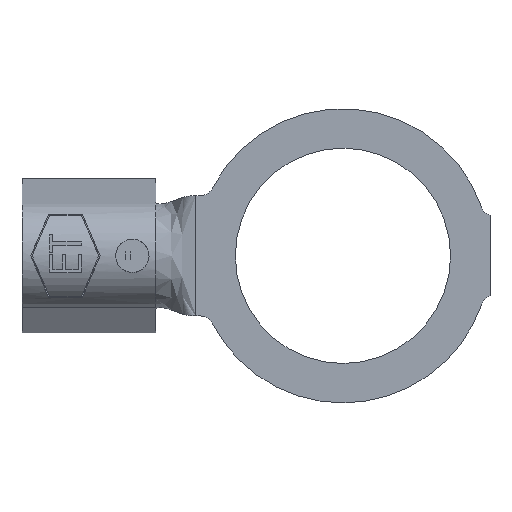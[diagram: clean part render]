
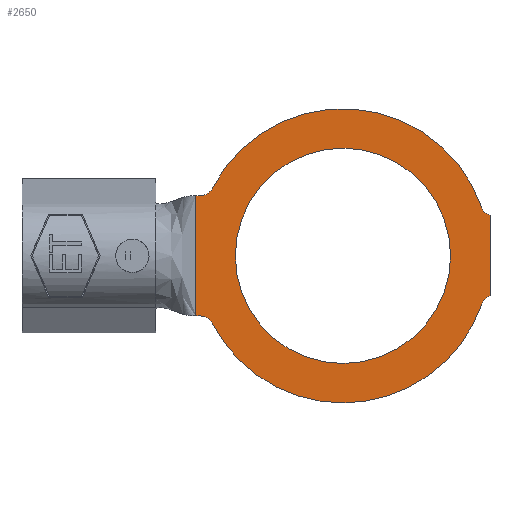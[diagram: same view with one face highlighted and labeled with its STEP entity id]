
A CAD part, front view. The second image highlights one B-rep face of the part: STEP entity #2650.
In plain terms, the highlighted planar face has unit normal (0, -1, 0).
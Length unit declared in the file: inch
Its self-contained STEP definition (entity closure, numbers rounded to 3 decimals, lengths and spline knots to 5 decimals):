
#136 = EDGE_CURVE ( 'NONE', #296, #2636, #1954, .T. ) ;
#200 = AXIS2_PLACEMENT_3D ( 'NONE', #325, #2284, #598 ) ;
#257 = ORIENTED_EDGE ( 'NONE', *, *, #3618, .F. ) ;
#262 = VERTEX_POINT ( 'NONE', #2118 ) ;
#296 = VERTEX_POINT ( 'NONE', #3232 ) ;
#319 = EDGE_CURVE ( 'NONE', #1129, #2436, #1428, .T. ) ;
#325 = CARTESIAN_POINT ( 'NONE',  ( 0., 0., 0. ) ) ;
#370 = DIRECTION ( 'NONE',  ( 0., 1., 0. ) ) ;
#401 = DIRECTION ( 'NONE',  ( 0., 1., 0. ) ) ;
#406 = AXIS2_PLACEMENT_3D ( 'NONE', #2621, #2331, #2228 ) ;
#431 = CARTESIAN_POINT ( 'NONE',  ( -0.11, 0., -0.045 ) ) ;
#442 = CARTESIAN_POINT ( 'NONE',  ( -0.10037, 0., 0.045 ) ) ;
#451 = CARTESIAN_POINT ( 'NONE',  ( -0.10665, 0., 0.055 ) ) ;
#508 = EDGE_CURVE ( 'NONE', #1314, #262, #1468, .T. ) ;
#593 = CARTESIAN_POINT ( 'NONE',  ( 0., 0., 0. ) ) ;
#598 = DIRECTION ( 'NONE',  ( 0., 0., 1. ) ) ;
#602 = EDGE_CURVE ( 'NONE', #3126, #2636, #2688, .T. ) ;
#618 = EDGE_CURVE ( 'NONE', #2009, #3614, #3345, .T. ) ;
#630 = AXIS2_PLACEMENT_3D ( 'NONE', #2080, #401, #2358 ) ;
#657 = FACE_OUTER_BOUND ( 'NONE', #2456, .T. ) ;
#675 = VECTOR ( 'NONE', #1347, 39.37008 ) ;
#702 = EDGE_CURVE ( 'NONE', #2009, #2163, #2434, .T. ) ;
#756 = EDGE_CURVE ( 'NONE', #296, #1129, #2250, .T. ) ;
#757 = CARTESIAN_POINT ( 'NONE',  ( 0., 0., -0.11 ) ) ;
#801 = CARTESIAN_POINT ( 'NONE',  ( 0.10389, 0., 0.03614 ) ) ;
#836 = PLANE ( 'NONE',  #3226 ) ;
#866 = DIRECTION ( 'NONE',  ( 0., 1., 0. ) ) ;
#880 = DIRECTION ( 'NONE',  ( 0., 0., 1. ) ) ;
#909 = ORIENTED_EDGE ( 'NONE', *, *, #508, .T. ) ;
#916 = AXIS2_PLACEMENT_3D ( 'NONE', #2900, #2933, #2917 ) ;
#964 = ORIENTED_EDGE ( 'NONE', *, *, #136, .T. ) ;
#1081 = EDGE_CURVE ( 'NONE', #3609, #3614, #1911, .T. ) ;
#1121 = DIRECTION ( 'NONE',  ( 0., 1., 0. ) ) ;
#1129 = VERTEX_POINT ( 'NONE', #2097 ) ;
#1134 = AXIS2_PLACEMENT_3D ( 'NONE', #2054, #370, #2333 ) ;
#1136 = ORIENTED_EDGE ( 'NONE', *, *, #1395, .F. ) ;
#1180 = ORIENTED_EDGE ( 'NONE', *, *, #602, .F. ) ;
#1236 = CARTESIAN_POINT ( 'NONE',  ( -0.11, 0., 0.045 ) ) ;
#1266 = EDGE_CURVE ( 'NONE', #1914, #1327, #3511, .T. ) ;
#1283 = CARTESIAN_POINT ( 'NONE',  ( 0.11, 0., 0.03 ) ) ;
#1290 = CARTESIAN_POINT ( 'NONE',  ( 0.11, 0., -0.03 ) ) ;
#1293 = CARTESIAN_POINT ( 'NONE',  ( -0.10037, 0., -0.045 ) ) ;
#1314 = VERTEX_POINT ( 'NONE', #2295 ) ;
#1327 = VERTEX_POINT ( 'NONE', #1471 ) ;
#1347 = DIRECTION ( 'NONE',  ( -1., 0., 0. ) ) ;
#1395 = EDGE_CURVE ( 'NONE', #1314, #2163, #3164, .T. ) ;
#1414 = FACE_BOUND ( 'NONE', #1842, .T. ) ;
#1422 = CIRCLE ( 'NONE', #2385, 0.11 ) ;
#1428 = LINE ( 'NONE', #431, #3467 ) ;
#1468 = CIRCLE ( 'NONE', #2912, 0.01 ) ;
#1471 = CARTESIAN_POINT ( 'NONE',  ( 0., 0., -0.0805 ) ) ;
#1498 = DIRECTION ( 'NONE',  ( 0., 0., 1. ) ) ;
#1521 = CARTESIAN_POINT ( 'NONE',  ( 0., 0., 0.0805 ) ) ;
#1533 = DIRECTION ( 'NONE',  ( 0., 0., 1. ) ) ;
#1573 = CARTESIAN_POINT ( 'NONE',  ( 0.10389, 0., -0.03614 ) ) ;
#1638 = DIRECTION ( 'NONE',  ( 0., 1., 0. ) ) ;
#1680 = EDGE_CURVE ( 'NONE', #3609, #3126, #1422, .T. ) ;
#1684 = ORIENTED_EDGE ( 'NONE', *, *, #1266, .T. ) ;
#1842 = EDGE_LOOP ( 'NONE', ( #1684, #3229 ) ) ;
#1889 = DIRECTION ( 'NONE',  ( 0., 0., -1. ) ) ;
#1893 = VECTOR ( 'NONE', #3243, 39.37008 ) ;
#1905 = DIRECTION ( 'NONE',  ( 0., 0., 1. ) ) ;
#1911 = CIRCLE ( 'NONE', #630, 0.01 ) ;
#1914 = VERTEX_POINT ( 'NONE', #1521 ) ;
#1954 = CIRCLE ( 'NONE', #916, 0.01 ) ;
#2009 = VERTEX_POINT ( 'NONE', #1283 ) ;
#2031 = DIRECTION ( 'NONE',  ( 0., 1., 0. ) ) ;
#2045 = CARTESIAN_POINT ( 'NONE',  ( 0.11334, 0., 0.03943 ) ) ;
#2054 = CARTESIAN_POINT ( 'NONE',  ( 0., 0., 0. ) ) ;
#2080 = CARTESIAN_POINT ( 'NONE',  ( 0.11334, 0., -0.03943 ) ) ;
#2097 = CARTESIAN_POINT ( 'NONE',  ( -0.11, 0., -0.045 ) ) ;
#2118 = CARTESIAN_POINT ( 'NONE',  ( -0.10665, 0., 0.045 ) ) ;
#2150 = ORIENTED_EDGE ( 'NONE', *, *, #618, .F. ) ;
#2163 = VERTEX_POINT ( 'NONE', #801 ) ;
#2196 = ORIENTED_EDGE ( 'NONE', *, *, #756, .F. ) ;
#2228 = DIRECTION ( 'NONE',  ( 0., 0., 1. ) ) ;
#2250 = LINE ( 'NONE', #1293, #675 ) ;
#2284 = DIRECTION ( 'NONE',  ( 0., 1., 0. ) ) ;
#2295 = CARTESIAN_POINT ( 'NONE',  ( -0.09777, 0., 0.05042 ) ) ;
#2331 = DIRECTION ( 'NONE',  ( 0., 1., 0. ) ) ;
#2333 = DIRECTION ( 'NONE',  ( 0., 0., 1. ) ) ;
#2358 = DIRECTION ( 'NONE',  ( 0., 0., 1. ) ) ;
#2385 = AXIS2_PLACEMENT_3D ( 'NONE', #3318, #1638, #3581 ) ;
#2405 = ORIENTED_EDGE ( 'NONE', *, *, #1081, .T. ) ;
#2434 = CIRCLE ( 'NONE', #2654, 0.01 ) ;
#2436 = VERTEX_POINT ( 'NONE', #1236 ) ;
#2456 = EDGE_LOOP ( 'NONE', ( #2562, #2405, #2150, #3192, #1136, #909, #257, #3364, #2196, #964, #1180 ) ) ;
#2510 = CARTESIAN_POINT ( 'NONE',  ( 0., 0., 0. ) ) ;
#2549 = AXIS2_PLACEMENT_3D ( 'NONE', #593, #2556, #880 ) ;
#2556 = DIRECTION ( 'NONE',  ( 0., 1., 0. ) ) ;
#2562 = ORIENTED_EDGE ( 'NONE', *, *, #1680, .F. ) ;
#2592 = VECTOR ( 'NONE', #1889, 39.37008 ) ;
#2621 = CARTESIAN_POINT ( 'NONE',  ( 0., 0., 0. ) ) ;
#2626 = LINE ( 'NONE', #442, #1893 ) ;
#2636 = VERTEX_POINT ( 'NONE', #3604 ) ;
#2650 = ADVANCED_FACE ( 'NONE', ( #1414, #657 ), #836, .F. ) ;
#2654 = AXIS2_PLACEMENT_3D ( 'NONE', #2045, #2031, #1905 ) ;
#2688 = CIRCLE ( 'NONE', #406, 0.11 ) ;
#2742 = EDGE_CURVE ( 'NONE', #1327, #1914, #3290, .T. ) ;
#2900 = CARTESIAN_POINT ( 'NONE',  ( -0.10665, 0., -0.055 ) ) ;
#2912 = AXIS2_PLACEMENT_3D ( 'NONE', #451, #866, #1498 ) ;
#2917 = DIRECTION ( 'NONE',  ( 0., 0., 1. ) ) ;
#2933 = DIRECTION ( 'NONE',  ( 0., 1., 0. ) ) ;
#3074 = DIRECTION ( 'NONE',  ( 0., 0., 1. ) ) ;
#3126 = VERTEX_POINT ( 'NONE', #757 ) ;
#3164 = CIRCLE ( 'NONE', #1134, 0.11 ) ;
#3192 = ORIENTED_EDGE ( 'NONE', *, *, #702, .T. ) ;
#3226 = AXIS2_PLACEMENT_3D ( 'NONE', #2510, #1121, #3074 ) ;
#3229 = ORIENTED_EDGE ( 'NONE', *, *, #2742, .T. ) ;
#3232 = CARTESIAN_POINT ( 'NONE',  ( -0.10665, 0., -0.045 ) ) ;
#3243 = DIRECTION ( 'NONE',  ( 1., 0., 0. ) ) ;
#3276 = CARTESIAN_POINT ( 'NONE',  ( 0.11, 0., -0.03 ) ) ;
#3290 = CIRCLE ( 'NONE', #2549, 0.0805 ) ;
#3318 = CARTESIAN_POINT ( 'NONE',  ( 0., 0., 0. ) ) ;
#3345 = LINE ( 'NONE', #3276, #2592 ) ;
#3364 = ORIENTED_EDGE ( 'NONE', *, *, #319, .F. ) ;
#3467 = VECTOR ( 'NONE', #1533, 39.37008 ) ;
#3511 = CIRCLE ( 'NONE', #200, 0.0805 ) ;
#3581 = DIRECTION ( 'NONE',  ( 0., 0., 1. ) ) ;
#3604 = CARTESIAN_POINT ( 'NONE',  ( -0.09777, 0., -0.05042 ) ) ;
#3609 = VERTEX_POINT ( 'NONE', #1573 ) ;
#3614 = VERTEX_POINT ( 'NONE', #1290 ) ;
#3618 = EDGE_CURVE ( 'NONE', #2436, #262, #2626, .T. ) ;
